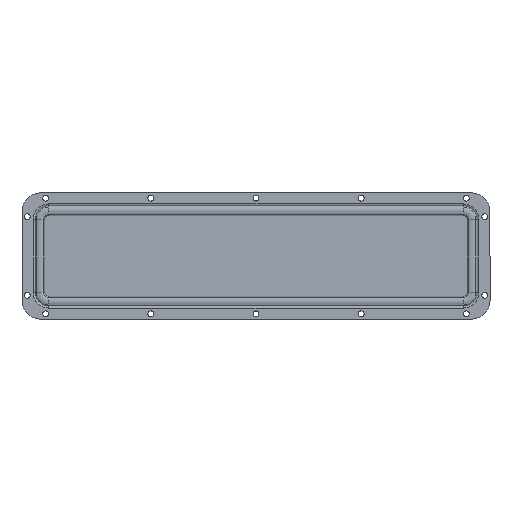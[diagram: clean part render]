
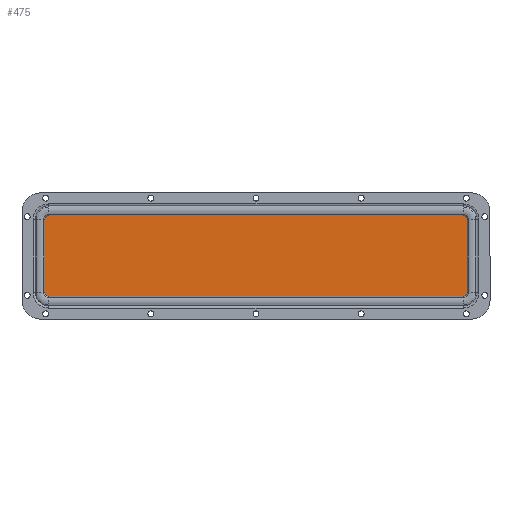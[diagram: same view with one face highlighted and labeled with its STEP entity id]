
A CAD part, top view. The second image highlights one B-rep face of the part: STEP entity #475.
In plain terms, the highlighted planar face has unit normal (0, 0, 1).
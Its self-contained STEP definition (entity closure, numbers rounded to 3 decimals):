
#42 = ORIENTED_EDGE ( 'NONE', *, *, #3710, .F. ) ;
#100 = EDGE_LOOP ( 'NONE', ( #3495, #2824, #2920, #134, #2891, #1190, #42, #2292 ) ) ;
#134 = ORIENTED_EDGE ( 'NONE', *, *, #1750, .F. ) ;
#195 = DIRECTION ( 'NONE',  ( -1., 0., 0. ) ) ;
#241 = VECTOR ( 'NONE', #634, 1000. ) ;
#286 = EDGE_CURVE ( 'NONE', #2453, #874, #1851, .T. ) ;
#300 = AXIS2_PLACEMENT_3D ( 'NONE', #3128, #3480, #1665 ) ;
#465 = CIRCLE ( 'NONE', #1804, 10.492 ) ;
#475 = ADVANCED_FACE ( 'NONE', ( #1011 ), #728, .F. ) ;
#547 = EDGE_CURVE ( 'NONE', #1819, #1249, #3218, .T. ) ;
#569 = CARTESIAN_POINT ( 'NONE',  ( -207.492, 34.5, -1.7 ) ) ;
#634 = DIRECTION ( 'NONE',  ( 0., 1., 0. ) ) ;
#685 = DIRECTION ( 'NONE',  ( -1., 0., 0. ) ) ;
#728 = PLANE ( 'NONE',  #3791 ) ;
#745 = DIRECTION ( 'NONE',  ( 0., 1., 0. ) ) ;
#748 = LINE ( 'NONE', #993, #2552 ) ;
#825 = CARTESIAN_POINT ( 'NONE',  ( 207.492, 34.5, -1.7 ) ) ;
#874 = VERTEX_POINT ( 'NONE', #2766 ) ;
#978 = CARTESIAN_POINT ( 'NONE',  ( -197., -44.992, -1.7 ) ) ;
#989 = DIRECTION ( 'NONE',  ( 0., 0., -1. ) ) ;
#993 = CARTESIAN_POINT ( 'NONE',  ( 197., -44.992, -1.7 ) ) ;
#1011 = FACE_OUTER_BOUND ( 'NONE', #100, .T. ) ;
#1028 = EDGE_CURVE ( 'NONE', #2453, #1044, #3598, .T. ) ;
#1044 = VERTEX_POINT ( 'NONE', #825 ) ;
#1093 = AXIS2_PLACEMENT_3D ( 'NONE', #2620, #1168, #3204 ) ;
#1168 = DIRECTION ( 'NONE',  ( 0., 0., -1. ) ) ;
#1190 = ORIENTED_EDGE ( 'NONE', *, *, #547, .F. ) ;
#1249 = VERTEX_POINT ( 'NONE', #2622 ) ;
#1262 = EDGE_CURVE ( 'NONE', #1797, #3623, #3222, .T. ) ;
#1287 = CARTESIAN_POINT ( 'NONE',  ( 197., 44.992, -1.7 ) ) ;
#1320 = CARTESIAN_POINT ( 'NONE',  ( 197., -34.5, -1.7 ) ) ;
#1606 = DIRECTION ( 'NONE',  ( 0., 0., -1. ) ) ;
#1665 = DIRECTION ( 'NONE',  ( -1., 0., 0. ) ) ;
#1750 = EDGE_CURVE ( 'NONE', #3549, #1797, #2006, .T. ) ;
#1754 = VECTOR ( 'NONE', #685, 1000. ) ;
#1797 = VERTEX_POINT ( 'NONE', #1867 ) ;
#1804 = AXIS2_PLACEMENT_3D ( 'NONE', #2823, #3411, #195 ) ;
#1819 = VERTEX_POINT ( 'NONE', #2177 ) ;
#1851 = LINE ( 'NONE', #3002, #1754 ) ;
#1867 = CARTESIAN_POINT ( 'NONE',  ( -207.492, -34.5, -1.7 ) ) ;
#1937 = LINE ( 'NONE', #3117, #3520 ) ;
#2006 = CIRCLE ( 'NONE', #1093, 10.492 ) ;
#2022 = CARTESIAN_POINT ( 'NONE',  ( 197., 44.992, -1.7 ) ) ;
#2159 = DIRECTION ( 'NONE',  ( -1., 0., 0. ) ) ;
#2177 = CARTESIAN_POINT ( 'NONE',  ( 207.492, -34.5, -1.7 ) ) ;
#2182 = AXIS2_PLACEMENT_3D ( 'NONE', #1320, #989, #2159 ) ;
#2292 = ORIENTED_EDGE ( 'NONE', *, *, #1028, .F. ) ;
#2453 = VERTEX_POINT ( 'NONE', #2022 ) ;
#2466 = DIRECTION ( 'NONE',  ( -1., 0., 0. ) ) ;
#2552 = VECTOR ( 'NONE', #2466, 1000. ) ;
#2620 = CARTESIAN_POINT ( 'NONE',  ( -197., -34.5, -1.7 ) ) ;
#2622 = CARTESIAN_POINT ( 'NONE',  ( 197., -44.992, -1.7 ) ) ;
#2766 = CARTESIAN_POINT ( 'NONE',  ( -197., 44.992, -1.7 ) ) ;
#2823 = CARTESIAN_POINT ( 'NONE',  ( -197., 34.5, -1.7 ) ) ;
#2824 = ORIENTED_EDGE ( 'NONE', *, *, #3682, .F. ) ;
#2891 = ORIENTED_EDGE ( 'NONE', *, *, #3722, .F. ) ;
#2920 = ORIENTED_EDGE ( 'NONE', *, *, #1262, .F. ) ;
#3002 = CARTESIAN_POINT ( 'NONE',  ( 197., 44.992, -1.7 ) ) ;
#3117 = CARTESIAN_POINT ( 'NONE',  ( 207.492, 34.5, -1.7 ) ) ;
#3128 = CARTESIAN_POINT ( 'NONE',  ( 197., 34.5, -1.7 ) ) ;
#3204 = DIRECTION ( 'NONE',  ( -1., 0., 0. ) ) ;
#3218 = CIRCLE ( 'NONE', #2182, 10.492 ) ;
#3222 = LINE ( 'NONE', #3550, #241 ) ;
#3411 = DIRECTION ( 'NONE',  ( 0., 0., -1. ) ) ;
#3480 = DIRECTION ( 'NONE',  ( 0., 0., -1. ) ) ;
#3495 = ORIENTED_EDGE ( 'NONE', *, *, #286, .T. ) ;
#3520 = VECTOR ( 'NONE', #3619, 1000. ) ;
#3549 = VERTEX_POINT ( 'NONE', #978 ) ;
#3550 = CARTESIAN_POINT ( 'NONE',  ( -207.492, -34.5, -1.7 ) ) ;
#3598 = CIRCLE ( 'NONE', #300, 10.492 ) ;
#3619 = DIRECTION ( 'NONE',  ( 0., -1., 0. ) ) ;
#3623 = VERTEX_POINT ( 'NONE', #569 ) ;
#3682 = EDGE_CURVE ( 'NONE', #3623, #874, #465, .T. ) ;
#3710 = EDGE_CURVE ( 'NONE', #1044, #1819, #1937, .T. ) ;
#3722 = EDGE_CURVE ( 'NONE', #1249, #3549, #748, .T. ) ;
#3791 = AXIS2_PLACEMENT_3D ( 'NONE', #1287, #1606, #745 ) ;
